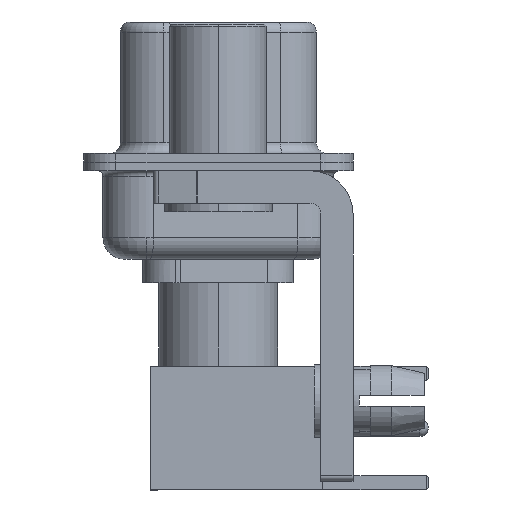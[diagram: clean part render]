
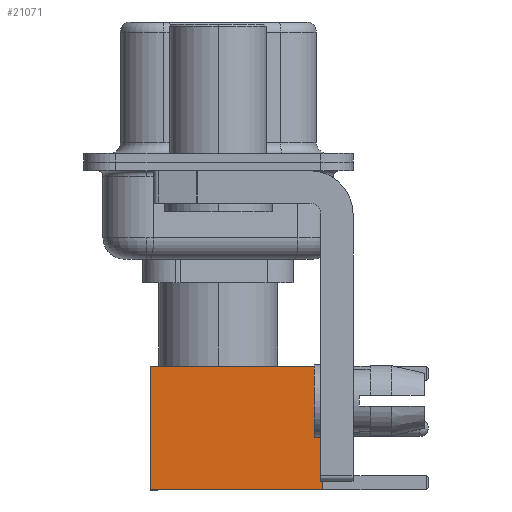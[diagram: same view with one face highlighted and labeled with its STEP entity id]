
A CAD part, left-side view. The second image highlights one B-rep face of the part: STEP entity #21071.
In plain terms, the highlighted face is planar.
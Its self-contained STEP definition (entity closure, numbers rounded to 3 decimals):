
#306 = VECTOR ( 'NONE', #12515, 1000. ) ;
#368 = EDGE_CURVE ( 'NONE', #21261, #17070, #14947, .T. ) ;
#643 = LINE ( 'NONE', #2208, #1242 ) ;
#1041 = CARTESIAN_POINT ( 'NONE',  ( 0., 2.875, 0. ) ) ;
#1242 = VECTOR ( 'NONE', #20377, 1000. ) ;
#1450 = CARTESIAN_POINT ( 'NONE',  ( 2.875, 2.875, 0. ) ) ;
#1592 = ORIENTED_EDGE ( 'NONE', *, *, #21324, .F. ) ;
#2208 = CARTESIAN_POINT ( 'NONE',  ( -2.875, 2.875, 0. ) ) ;
#3012 = ORIENTED_EDGE ( 'NONE', *, *, #368, .T. ) ;
#4709 = VERTEX_POINT ( 'NONE', #17849 ) ;
#4902 = AXIS2_PLACEMENT_3D ( 'NONE', #1450, #10105, #21290 ) ;
#5360 = VERTEX_POINT ( 'NONE', #5407 ) ;
#5407 = CARTESIAN_POINT ( 'NONE',  ( -2.875, 2.875, 8. ) ) ;
#5651 = LINE ( 'NONE', #16220, #306 ) ;
#7629 = EDGE_CURVE ( 'NONE', #5360, #4709, #643, .T. ) ;
#8561 = VECTOR ( 'NONE', #16629, 1000. ) ;
#9417 = CARTESIAN_POINT ( 'NONE',  ( 2.875, 2.875, 0. ) ) ;
#9931 = DIRECTION ( 'NONE',  ( -1., 0., 0. ) ) ;
#10105 = DIRECTION ( 'NONE',  ( 0., 1., 0. ) ) ;
#12515 = DIRECTION ( 'NONE',  ( -1., 0., 0. ) ) ;
#13250 = ORIENTED_EDGE ( 'NONE', *, *, #7629, .F. ) ;
#13714 = PLANE ( 'NONE',  #4902 ) ;
#14065 = FACE_OUTER_BOUND ( 'NONE', #19052, .T. ) ;
#14790 = CARTESIAN_POINT ( 'NONE',  ( 2.875, 2.875, 8. ) ) ;
#14947 = LINE ( 'NONE', #9417, #8561 ) ;
#16220 = CARTESIAN_POINT ( 'NONE',  ( 0., 2.875, 8. ) ) ;
#16629 = DIRECTION ( 'NONE',  ( 0., 0., -1. ) ) ;
#17036 = LINE ( 'NONE', #1041, #18784 ) ;
#17070 = VERTEX_POINT ( 'NONE', #21399 ) ;
#17849 = CARTESIAN_POINT ( 'NONE',  ( -2.875, 2.875, 0. ) ) ;
#18784 = VECTOR ( 'NONE', #9931, 1000. ) ;
#19052 = EDGE_LOOP ( 'NONE', ( #3012, #20602, #13250, #1592 ) ) ;
#20377 = DIRECTION ( 'NONE',  ( 0., 0., -1. ) ) ;
#20602 = ORIENTED_EDGE ( 'NONE', *, *, #22139, .T. ) ;
#21071 = ADVANCED_FACE ( 'NONE', ( #14065 ), #13714, .T. ) ;
#21261 = VERTEX_POINT ( 'NONE', #14790 ) ;
#21290 = DIRECTION ( 'NONE',  ( 0., 0., 1. ) ) ;
#21324 = EDGE_CURVE ( 'NONE', #21261, #5360, #5651, .T. ) ;
#21399 = CARTESIAN_POINT ( 'NONE',  ( 2.875, 2.875, 0. ) ) ;
#22139 = EDGE_CURVE ( 'NONE', #17070, #4709, #17036, .T. ) ;
